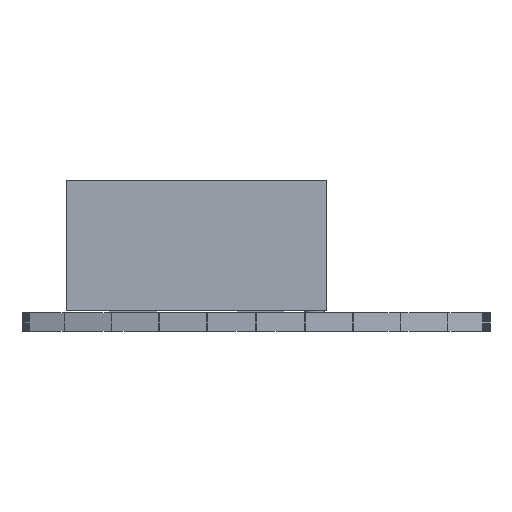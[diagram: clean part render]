
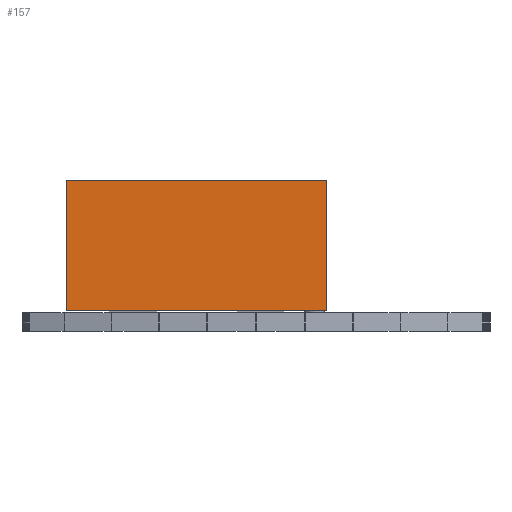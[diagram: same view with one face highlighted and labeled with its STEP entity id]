
A CAD part, front view. The second image highlights one B-rep face of the part: STEP entity #157.
In plain terms, the highlighted free-form (B-spline) face has degree [1, 1] with [2, 2] control points.
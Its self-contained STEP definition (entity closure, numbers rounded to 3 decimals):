
#63 = B_SPLINE_SURFACE_WITH_KNOTS('',1,1,(
    (#64,#65)
    ,(#66,#67
    )),.UNSPECIFIED.,.F.,.F.,.F.,(2,2),(2,2),(0.,54.356),(-11.18,0.),
  .PIECEWISE_BEZIER_KNOTS.);
#64 = CARTESIAN_POINT('',(-27.178,11.115,11.28));
#65 = CARTESIAN_POINT('',(-27.178,11.115,0.1));
#66 = CARTESIAN_POINT('',(27.178,11.115,11.28));
#67 = CARTESIAN_POINT('',(27.178,11.115,0.1));
#86 = VERTEX_POINT('',#87);
#87 = CARTESIAN_POINT('',(27.178,11.115,11.28));
#99 = B_SPLINE_SURFACE_WITH_KNOTS('',1,1,(
    (#100,#101)
    ,(#102,#103
  )),.UNSPECIFIED.,.F.,.F.,.F.,(2,2),(2,2),(-27.178,27.178),(-11.115,
    11.115),.PIECEWISE_BEZIER_KNOTS.);
#100 = CARTESIAN_POINT('',(27.178,-11.115,11.28));
#101 = CARTESIAN_POINT('',(27.178,11.115,11.28));
#102 = CARTESIAN_POINT('',(-27.178,-11.115,11.28));
#103 = CARTESIAN_POINT('',(-27.178,11.115,11.28));
#110 = EDGE_CURVE('',#111,#86,#113,.T.);
#111 = VERTEX_POINT('',#112);
#112 = CARTESIAN_POINT('',(27.178,11.115,0.1));
#113 = SURFACE_CURVE('',#114,(#117,#123),.PCURVE_S1.);
#114 = B_SPLINE_CURVE_WITH_KNOTS('',1,(#115,#116),.UNSPECIFIED.,.F.,.F.,
  (2,2),(0.,11.18),.PIECEWISE_BEZIER_KNOTS.);
#115 = CARTESIAN_POINT('',(27.178,11.115,0.1));
#116 = CARTESIAN_POINT('',(27.178,11.115,11.28));
#117 = PCURVE('',#63,#118);
#118 = DEFINITIONAL_REPRESENTATION('',(#119),#122);
#119 = B_SPLINE_CURVE_WITH_KNOTS('',1,(#120,#121),.UNSPECIFIED.,.F.,.F.,
  (2,2),(0.,11.18),.PIECEWISE_BEZIER_KNOTS.);
#120 = CARTESIAN_POINT('',(54.356,0.));
#121 = CARTESIAN_POINT('',(54.356,-11.18));
#122 = ( GEOMETRIC_REPRESENTATION_CONTEXT(2) 
PARAMETRIC_REPRESENTATION_CONTEXT() REPRESENTATION_CONTEXT('2D SPACE',''
  ) );
#123 = PCURVE('',#124,#129);
#124 = B_SPLINE_SURFACE_WITH_KNOTS('',1,1,(
    (#125,#126)
    ,(#127,#128
    )),.UNSPECIFIED.,.F.,.F.,.F.,(2,2),(2,2),(0.,22.23),(-11.18,0.),
  .PIECEWISE_BEZIER_KNOTS.);
#125 = CARTESIAN_POINT('',(27.178,11.115,11.28));
#126 = CARTESIAN_POINT('',(27.178,11.115,0.1));
#127 = CARTESIAN_POINT('',(27.178,-11.115,11.28));
#128 = CARTESIAN_POINT('',(27.178,-11.115,0.1));
#129 = DEFINITIONAL_REPRESENTATION('',(#130),#133);
#130 = B_SPLINE_CURVE_WITH_KNOTS('',1,(#131,#132),.UNSPECIFIED.,.F.,.F.,
  (2,2),(0.,11.18),.PIECEWISE_BEZIER_KNOTS.);
#131 = CARTESIAN_POINT('',(0.,0.));
#132 = CARTESIAN_POINT('',(0.,-11.18));
#133 = ( GEOMETRIC_REPRESENTATION_CONTEXT(2) 
PARAMETRIC_REPRESENTATION_CONTEXT() REPRESENTATION_CONTEXT('2D SPACE',''
  ) );
#147 = B_SPLINE_SURFACE_WITH_KNOTS('',1,1,(
    (#148,#149)
    ,(#150,#151
  )),.UNSPECIFIED.,.F.,.F.,.F.,(2,2),(2,2),(-27.178,27.178),(-11.115,
    11.115),.PIECEWISE_BEZIER_KNOTS.);
#148 = CARTESIAN_POINT('',(27.178,-11.115,0.1));
#149 = CARTESIAN_POINT('',(27.178,11.115,0.1));
#150 = CARTESIAN_POINT('',(-27.178,-11.115,0.1));
#151 = CARTESIAN_POINT('',(-27.178,11.115,0.1));
#157 = ADVANCED_FACE('',(#158),#124,.T.);
#158 = FACE_BOUND('',#159,.T.);
#159 = EDGE_LOOP('',(#160,#161,#181,#206));
#160 = ORIENTED_EDGE('',*,*,#110,.T.);
#161 = ORIENTED_EDGE('',*,*,#162,.T.);
#162 = EDGE_CURVE('',#86,#163,#165,.T.);
#163 = VERTEX_POINT('',#164);
#164 = CARTESIAN_POINT('',(27.178,-11.115,11.28));
#165 = SURFACE_CURVE('',#166,(#169,#175),.PCURVE_S1.);
#166 = B_SPLINE_CURVE_WITH_KNOTS('',1,(#167,#168),.UNSPECIFIED.,.F.,.F.,
  (2,2),(0.,22.23),.PIECEWISE_BEZIER_KNOTS.);
#167 = CARTESIAN_POINT('',(27.178,11.115,11.28));
#168 = CARTESIAN_POINT('',(27.178,-11.115,11.28));
#169 = PCURVE('',#124,#170);
#170 = DEFINITIONAL_REPRESENTATION('',(#171),#174);
#171 = B_SPLINE_CURVE_WITH_KNOTS('',1,(#172,#173),.UNSPECIFIED.,.F.,.F.,
  (2,2),(0.,22.23),.PIECEWISE_BEZIER_KNOTS.);
#172 = CARTESIAN_POINT('',(0.,-11.18));
#173 = CARTESIAN_POINT('',(22.23,-11.18));
#174 = ( GEOMETRIC_REPRESENTATION_CONTEXT(2) 
PARAMETRIC_REPRESENTATION_CONTEXT() REPRESENTATION_CONTEXT('2D SPACE',''
  ) );
#175 = PCURVE('',#99,#176);
#176 = DEFINITIONAL_REPRESENTATION('',(#177),#180);
#177 = B_SPLINE_CURVE_WITH_KNOTS('',1,(#178,#179),.UNSPECIFIED.,.F.,.F.,
  (2,2),(0.,22.23),.PIECEWISE_BEZIER_KNOTS.);
#178 = CARTESIAN_POINT('',(-27.178,11.115));
#179 = CARTESIAN_POINT('',(-27.178,-11.115));
#180 = ( GEOMETRIC_REPRESENTATION_CONTEXT(2) 
PARAMETRIC_REPRESENTATION_CONTEXT() REPRESENTATION_CONTEXT('2D SPACE',''
  ) );
#181 = ORIENTED_EDGE('',*,*,#182,.F.);
#182 = EDGE_CURVE('',#183,#163,#185,.T.);
#183 = VERTEX_POINT('',#184);
#184 = CARTESIAN_POINT('',(27.178,-11.115,0.1));
#185 = SURFACE_CURVE('',#186,(#189,#195),.PCURVE_S1.);
#186 = B_SPLINE_CURVE_WITH_KNOTS('',1,(#187,#188),.UNSPECIFIED.,.F.,.F.,
  (2,2),(0.,11.18),.PIECEWISE_BEZIER_KNOTS.);
#187 = CARTESIAN_POINT('',(27.178,-11.115,0.1));
#188 = CARTESIAN_POINT('',(27.178,-11.115,11.28));
#189 = PCURVE('',#124,#190);
#190 = DEFINITIONAL_REPRESENTATION('',(#191),#194);
#191 = B_SPLINE_CURVE_WITH_KNOTS('',1,(#192,#193),.UNSPECIFIED.,.F.,.F.,
  (2,2),(0.,11.18),.PIECEWISE_BEZIER_KNOTS.);
#192 = CARTESIAN_POINT('',(22.23,0.));
#193 = CARTESIAN_POINT('',(22.23,-11.18));
#194 = ( GEOMETRIC_REPRESENTATION_CONTEXT(2) 
PARAMETRIC_REPRESENTATION_CONTEXT() REPRESENTATION_CONTEXT('2D SPACE',''
  ) );
#195 = PCURVE('',#196,#201);
#196 = B_SPLINE_SURFACE_WITH_KNOTS('',1,1,(
    (#197,#198)
    ,(#199,#200
    )),.UNSPECIFIED.,.F.,.F.,.F.,(2,2),(2,2),(0.,54.356),(-11.18,0.),
  .PIECEWISE_BEZIER_KNOTS.);
#197 = CARTESIAN_POINT('',(27.178,-11.115,11.28));
#198 = CARTESIAN_POINT('',(27.178,-11.115,0.1));
#199 = CARTESIAN_POINT('',(-27.178,-11.115,11.28));
#200 = CARTESIAN_POINT('',(-27.178,-11.115,0.1));
#201 = DEFINITIONAL_REPRESENTATION('',(#202),#205);
#202 = B_SPLINE_CURVE_WITH_KNOTS('',1,(#203,#204),.UNSPECIFIED.,.F.,.F.,
  (2,2),(0.,11.18),.PIECEWISE_BEZIER_KNOTS.);
#203 = CARTESIAN_POINT('',(0.,0.));
#204 = CARTESIAN_POINT('',(0.,-11.18));
#205 = ( GEOMETRIC_REPRESENTATION_CONTEXT(2) 
PARAMETRIC_REPRESENTATION_CONTEXT() REPRESENTATION_CONTEXT('2D SPACE',''
  ) );
#206 = ORIENTED_EDGE('',*,*,#207,.F.);
#207 = EDGE_CURVE('',#111,#183,#208,.T.);
#208 = SURFACE_CURVE('',#209,(#212,#218),.PCURVE_S1.);
#209 = B_SPLINE_CURVE_WITH_KNOTS('',1,(#210,#211),.UNSPECIFIED.,.F.,.F.,
  (2,2),(0.,22.23),.PIECEWISE_BEZIER_KNOTS.);
#210 = CARTESIAN_POINT('',(27.178,11.115,0.1));
#211 = CARTESIAN_POINT('',(27.178,-11.115,0.1));
#212 = PCURVE('',#124,#213);
#213 = DEFINITIONAL_REPRESENTATION('',(#214),#217);
#214 = B_SPLINE_CURVE_WITH_KNOTS('',1,(#215,#216),.UNSPECIFIED.,.F.,.F.,
  (2,2),(0.,22.23),.PIECEWISE_BEZIER_KNOTS.);
#215 = CARTESIAN_POINT('',(0.,0.));
#216 = CARTESIAN_POINT('',(22.23,0.));
#217 = ( GEOMETRIC_REPRESENTATION_CONTEXT(2) 
PARAMETRIC_REPRESENTATION_CONTEXT() REPRESENTATION_CONTEXT('2D SPACE',''
  ) );
#218 = PCURVE('',#147,#219);
#219 = DEFINITIONAL_REPRESENTATION('',(#220),#223);
#220 = B_SPLINE_CURVE_WITH_KNOTS('',1,(#221,#222),.UNSPECIFIED.,.F.,.F.,
  (2,2),(0.,22.23),.PIECEWISE_BEZIER_KNOTS.);
#221 = CARTESIAN_POINT('',(-27.178,11.115));
#222 = CARTESIAN_POINT('',(-27.178,-11.115));
#223 = ( GEOMETRIC_REPRESENTATION_CONTEXT(2) 
PARAMETRIC_REPRESENTATION_CONTEXT() REPRESENTATION_CONTEXT('2D SPACE',''
  ) );
